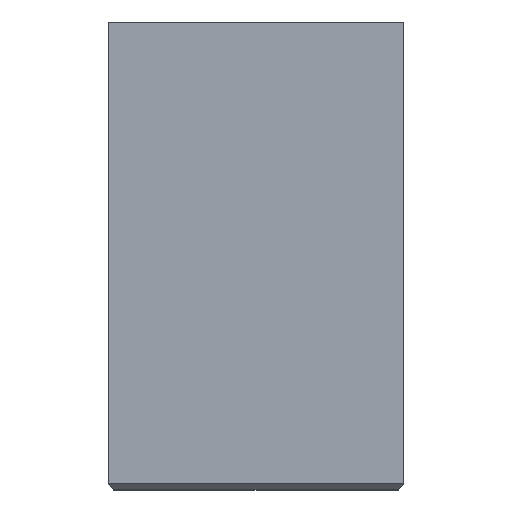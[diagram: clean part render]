
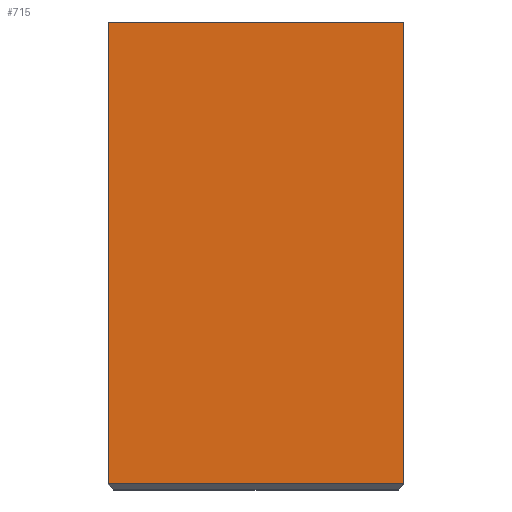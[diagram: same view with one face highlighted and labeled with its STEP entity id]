
A CAD part, top view. The second image highlights one B-rep face of the part: STEP entity #715.
In plain terms, the highlighted planar face has unit normal (0, 0, 1).
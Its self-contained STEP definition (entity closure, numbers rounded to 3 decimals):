
#77 = LINE ( 'NONE', #1382, #1157 ) ;
#153 = DIRECTION ( 'NONE',  ( 1., 0., 0. ) ) ;
#178 = CARTESIAN_POINT ( 'NONE',  ( -8.425, -8.6, -0.12 ) ) ;
#517 = VERTEX_POINT ( 'NONE', #3687 ) ;
#542 = DIRECTION ( 'NONE',  ( 0., -1., 0. ) ) ;
#704 = ORIENTED_EDGE ( 'NONE', *, *, #3317, .F. ) ;
#715 = ADVANCED_FACE ( 'NONE', ( #2938 ), #1202, .F. ) ;
#727 = VERTEX_POINT ( 'NONE', #1880 ) ;
#865 = CARTESIAN_POINT ( 'NONE',  ( -8.425, 23., -0.12 ) ) ;
#904 = EDGE_LOOP ( 'NONE', ( #1021, #3449, #704, #1708 ) ) ;
#1021 = ORIENTED_EDGE ( 'NONE', *, *, #2725, .T. ) ;
#1151 = AXIS2_PLACEMENT_3D ( 'NONE', #1837, #2249, #4008 ) ;
#1157 = VECTOR ( 'NONE', #1452, 1000. ) ;
#1202 = PLANE ( 'NONE',  #1151 ) ;
#1382 = CARTESIAN_POINT ( 'NONE',  ( 11.828, -8.6, -0.12 ) ) ;
#1449 = EDGE_CURVE ( 'NONE', #2347, #727, #77, .T. ) ;
#1452 = DIRECTION ( 'NONE',  ( 1., 0., 0. ) ) ;
#1695 = CARTESIAN_POINT ( 'NONE',  ( 11.828, 23., -0.12 ) ) ;
#1708 = ORIENTED_EDGE ( 'NONE', *, *, #1928, .F. ) ;
#1837 = CARTESIAN_POINT ( 'NONE',  ( -8.425, 23., -0.12 ) ) ;
#1880 = CARTESIAN_POINT ( 'NONE',  ( 11.828, -8.6, -0.12 ) ) ;
#1908 = VERTEX_POINT ( 'NONE', #1695 ) ;
#1928 = EDGE_CURVE ( 'NONE', #517, #1908, #2516, .T. ) ;
#1950 = CARTESIAN_POINT ( 'NONE',  ( -8.425, 23., -0.12 ) ) ;
#2096 = CARTESIAN_POINT ( 'NONE',  ( 11.828, 23., -0.12 ) ) ;
#2110 = VECTOR ( 'NONE', #542, 1000. ) ;
#2249 = DIRECTION ( 'NONE',  ( 0., 0., -1. ) ) ;
#2347 = VERTEX_POINT ( 'NONE', #178 ) ;
#2516 = LINE ( 'NONE', #865, #3563 ) ;
#2725 = EDGE_CURVE ( 'NONE', #517, #2347, #3992, .T. ) ;
#2938 = FACE_OUTER_BOUND ( 'NONE', #904, .T. ) ;
#3317 = EDGE_CURVE ( 'NONE', #1908, #727, #3446, .T. ) ;
#3446 = LINE ( 'NONE', #2096, #4291 ) ;
#3449 = ORIENTED_EDGE ( 'NONE', *, *, #1449, .T. ) ;
#3563 = VECTOR ( 'NONE', #153, 1000. ) ;
#3687 = CARTESIAN_POINT ( 'NONE',  ( -8.425, 23., -0.12 ) ) ;
#3992 = LINE ( 'NONE', #1950, #2110 ) ;
#4008 = DIRECTION ( 'NONE',  ( -1., 0., 0. ) ) ;
#4124 = DIRECTION ( 'NONE',  ( 0., -1., 0. ) ) ;
#4291 = VECTOR ( 'NONE', #4124, 1000. ) ;
